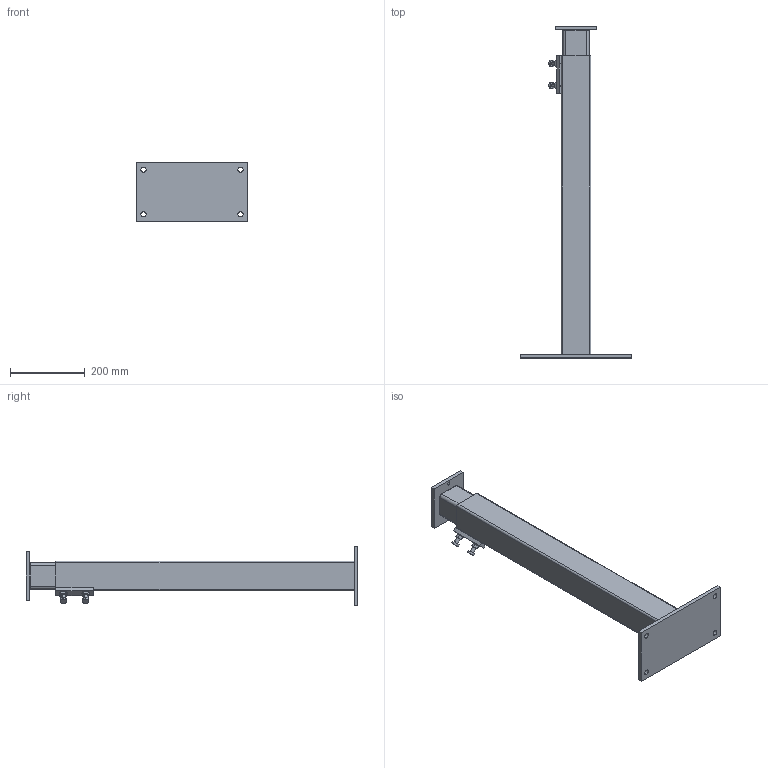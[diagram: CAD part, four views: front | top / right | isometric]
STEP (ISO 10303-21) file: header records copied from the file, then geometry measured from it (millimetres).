
FILE_DESCRIPTION (( 'STEP AP203' ), '1' );
FILE_NAME ('3-400076-00_4880B.STEP', '2019-12-23T13:14:40', ( '' ), ( '' ), 'SwSTEP 2.0', 'SolidWorks 2019', '' );
FILE_SCHEMA (( 'CONFIG_CONTROL_DESIGN' ));
Length unit declared in the file: millimetre
Products named in the file (1): 3-400076-00_4880B
Bounding box: 300 x 890 x 160 mm (x, y, z)
Volume: 1890802.8 mm3; surface area: 751419.7 mm2
Topology: 11 solids, 11 shells, 184 faces, 420 edges, 260 vertices
Faces by surface type: plane 80, cylinder 52, cone 52
Entity records: 5521 total; most frequent: CARTESIAN_POINT 1281, DIRECTION 870, ORIENTED_EDGE 840, EDGE_CURVE 420, AXIS2_PLACEMENT_3D 337, VERTEX_POINT 260, EDGE_LOOP 214, LINE 196
